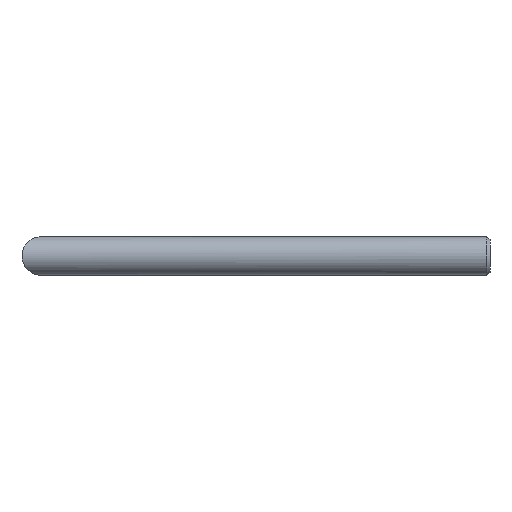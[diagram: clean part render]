
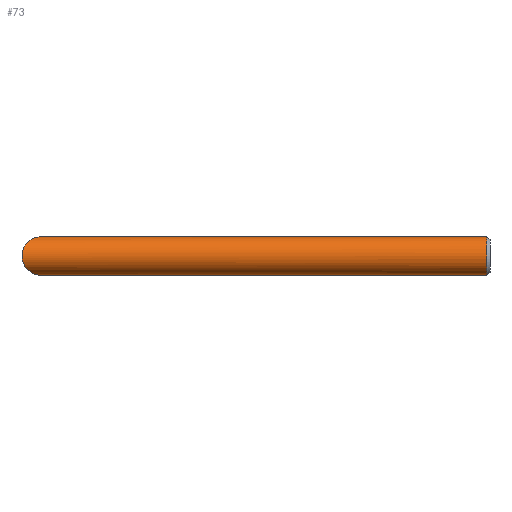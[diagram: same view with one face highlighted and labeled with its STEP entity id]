
A CAD part, front view. The second image highlights one B-rep face of the part: STEP entity #73.
In plain terms, the highlighted cylindrical face has radius 6 mm (diameter 12 mm), a partial arc.
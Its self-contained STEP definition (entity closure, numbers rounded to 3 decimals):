
#21 = EDGE_LOOP ( 'NONE', ( #173, #358, #396, #297 ) ) ;
#22 = CARTESIAN_POINT ( 'NONE',  ( 0., 0., 0. ) ) ;
#41 = LINE ( 'NONE', #349, #376 ) ;
#48 = VERTEX_POINT ( 'NONE', #209 ) ;
#50 = DIRECTION ( 'NONE',  ( -1., 0., 0. ) ) ;
#73 = ADVANCED_FACE ( 'NONE', ( #149 ), #93, .T. ) ;
#76 = CARTESIAN_POINT ( 'NONE',  ( -140., 0., -6. ) ) ;
#78 = DIRECTION ( 'NONE',  ( -1., 0., 0. ) ) ;
#79 = VECTOR ( 'NONE', #343, 1000. ) ;
#93 = CYLINDRICAL_SURFACE ( 'NONE', #335, 6. ) ;
#95 = DIRECTION ( 'NONE',  ( -1., 0., 0. ) ) ;
#103 = CARTESIAN_POINT ( 'NONE',  ( 0., 0., 6. ) ) ;
#120 =( BOUNDED_CURVE ( )  B_SPLINE_CURVE ( 3, ( #76, #380, #352, #321 ),
 .UNSPECIFIED., .F., .T. ) 
 B_SPLINE_CURVE_WITH_KNOTS ( ( 4, 4 ),
 ( 4.712, 7.854 ),
 .UNSPECIFIED. ) 
 CURVE ( )  GEOMETRIC_REPRESENTATION_ITEM ( )  RATIONAL_B_SPLINE_CURVE ( ( 1., 0.333, 0.333, 1. ) ) 
 REPRESENTATION_ITEM ( '' )  );
#149 = FACE_OUTER_BOUND ( 'NONE', #21, .T. ) ;
#150 = AXIS2_PLACEMENT_3D ( 'NONE', #159, #95, #191 ) ;
#159 = CARTESIAN_POINT ( 'NONE',  ( -1., 0., 0. ) ) ;
#173 = ORIENTED_EDGE ( 'NONE', *, *, #370, .F. ) ;
#191 = DIRECTION ( 'NONE',  ( 0., 0., -1. ) ) ;
#198 = VERTEX_POINT ( 'NONE', #307 ) ;
#209 = CARTESIAN_POINT ( 'NONE',  ( -1., 0., -6. ) ) ;
#219 = CARTESIAN_POINT ( 'NONE',  ( -140., 0., 6. ) ) ;
#230 = VERTEX_POINT ( 'NONE', #219 ) ;
#253 = EDGE_CURVE ( 'NONE', #48, #198, #393, .T. ) ;
#268 = EDGE_CURVE ( 'NONE', #198, #230, #374, .T. ) ;
#288 = CARTESIAN_POINT ( 'NONE',  ( -140., 0., -6. ) ) ;
#297 = ORIENTED_EDGE ( 'NONE', *, *, #397, .F. ) ;
#307 = CARTESIAN_POINT ( 'NONE',  ( -1., 0., 6. ) ) ;
#321 = CARTESIAN_POINT ( 'NONE',  ( -140., 0., 6. ) ) ;
#333 = DIRECTION ( 'NONE',  ( 0., 0., 1. ) ) ;
#335 = AXIS2_PLACEMENT_3D ( 'NONE', #22, #50, #333 ) ;
#343 = DIRECTION ( 'NONE',  ( -1., 0., 0. ) ) ;
#349 = CARTESIAN_POINT ( 'NONE',  ( 0., 0., -6. ) ) ;
#352 = CARTESIAN_POINT ( 'NONE',  ( -152., -12., 6. ) ) ;
#358 = ORIENTED_EDGE ( 'NONE', *, *, #253, .T. ) ;
#362 = VERTEX_POINT ( 'NONE', #288 ) ;
#370 = EDGE_CURVE ( 'NONE', #48, #362, #41, .T. ) ;
#374 = LINE ( 'NONE', #103, #79 ) ;
#376 = VECTOR ( 'NONE', #78, 1000. ) ;
#380 = CARTESIAN_POINT ( 'NONE',  ( -152., -12., -6. ) ) ;
#393 = CIRCLE ( 'NONE', #150, 6. ) ;
#396 = ORIENTED_EDGE ( 'NONE', *, *, #268, .T. ) ;
#397 = EDGE_CURVE ( 'NONE', #362, #230, #120, .T. ) ;
